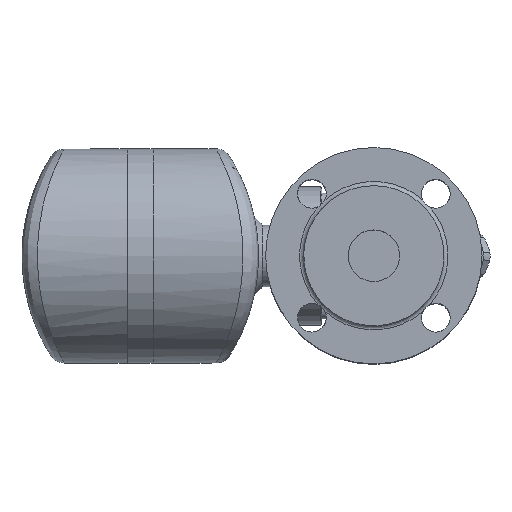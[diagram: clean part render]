
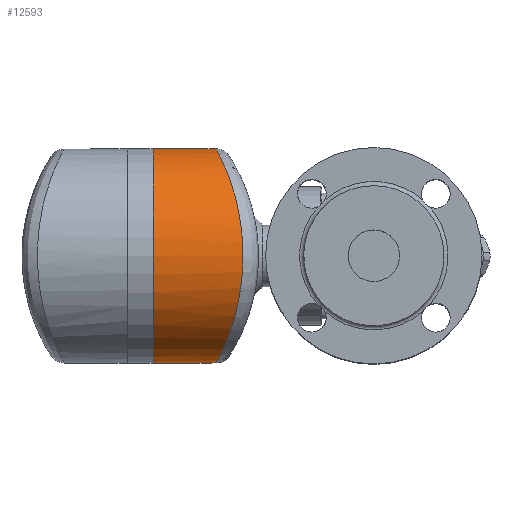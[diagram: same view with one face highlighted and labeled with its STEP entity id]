
A CAD part, top view. The second image highlights one B-rep face of the part: STEP entity #12593.
In plain terms, the highlighted cylindrical face has radius 52 mm (diameter 104 mm), a full revolution.
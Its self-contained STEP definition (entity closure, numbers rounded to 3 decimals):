
#11399=CARTESIAN_POINT('',(36.311,39.359,-33.984));
#11400=VERTEX_POINT('',#11399);
#11419=CARTESIAN_POINT('',(36.311,-39.359,-33.984));
#11420=VERTEX_POINT('',#11419);
#11428=CARTESIAN_POINT('',(65.393,0.0,0.));
#11429=DIRECTION('',(0.76,0.,-0.65));
#11430=DIRECTION('',(-0.65,0.0,-0.76));
#11431=AXIS2_PLACEMENT_3D('',#11428,#11429,#11430);
#11432=ELLIPSE('',#11431,68.442,52.0);
#11433=EDGE_CURVE('',#11420,#11400,#11432,.T.);
#12356=CARTESIAN_POINT('',(30.469,52.,0.024));
#12357=VERTEX_POINT('',#12356);
#12365=CARTESIAN_POINT('',(30.469,52.,0.024));
#12366=CARTESIAN_POINT('',(30.47,52.,0.934));
#12367=CARTESIAN_POINT('',(30.487,51.967,2.145));
#12368=CARTESIAN_POINT('',(30.569,51.818,4.569));
#12369=CARTESIAN_POINT('',(30.726,51.53,7.289));
#12370=CARTESIAN_POINT('',(30.996,51.027,10.121));
#12371=CARTESIAN_POINT('',(31.243,50.561,12.175));
#12372=CARTESIAN_POINT('',(31.399,50.265,13.336));
#12373=CARTESIAN_POINT('',(31.836,49.424,16.365));
#12374=CARTESIAN_POINT('',(32.721,47.682,21.157));
#12375=CARTESIAN_POINT('',(33.893,45.178,25.888));
#12376=CARTESIAN_POINT('',(34.632,43.484,28.524));
#12377=CARTESIAN_POINT('',(34.935,42.775,29.575));
#12378=CARTESIAN_POINT('',(35.171,42.215,30.371));
#12379=CARTESIAN_POINT('',(35.741,40.83,32.246));
#12380=CARTESIAN_POINT('',(36.985,37.669,36.086));
#12381=CARTESIAN_POINT('',(38.239,33.99,39.491));
#12382=CARTESIAN_POINT('',(39.158,30.867,41.853));
#12383=CARTESIAN_POINT('',(39.475,29.756,42.655));
#12384=CARTESIAN_POINT('',(39.761,28.702,43.367));
#12385=CARTESIAN_POINT('',(40.147,27.221,44.319));
#12386=CARTESIAN_POINT('',(40.522,25.699,45.227));
#12387=CARTESIAN_POINT('',(41.152,22.904,46.725));
#12388=CARTESIAN_POINT('',(41.763,19.813,48.139));
#12389=CARTESIAN_POINT('',(42.233,16.885,49.202));
#12390=CARTESIAN_POINT('',(42.448,15.35,49.684));
#12391=CARTESIAN_POINT('',(42.604,14.194,50.033));
#12392=CARTESIAN_POINT('',(42.807,12.544,50.484));
#12393=CARTESIAN_POINT('',(42.996,10.68,50.901));
#12394=CARTESIAN_POINT('',(43.117,9.298,51.165));
#12395=CARTESIAN_POINT('',(43.242,7.709,51.439));
#12396=CARTESIAN_POINT('',(43.421,4.801,51.829));
#12397=CARTESIAN_POINT('',(43.512,1.35,52.027));
#12398=CARTESIAN_POINT('',(43.495,-1.589,51.988));
#12399=CARTESIAN_POINT('',(43.457,-3.202,51.906));
#12400=CARTESIAN_POINT('',(43.374,-5.62,51.726));
#12401=CARTESIAN_POINT('',(43.163,-9.14,51.268));
#12402=CARTESIAN_POINT('',(42.786,-12.789,50.439));
#12403=CARTESIAN_POINT('',(42.484,-15.101,49.764));
#12404=CARTESIAN_POINT('',(42.268,-16.627,49.28));
#12405=CARTESIAN_POINT('',(41.872,-19.161,48.387));
#12406=CARTESIAN_POINT('',(41.288,-22.27,47.044));
#12407=CARTESIAN_POINT('',(40.665,-25.086,45.57));
#12408=CARTESIAN_POINT('',(40.003,-27.824,43.973));
#12409=CARTESIAN_POINT('',(39.161,-30.941,41.882));
#12410=CARTESIAN_POINT('',(38.29,-33.749,39.603));
#12411=CARTESIAN_POINT('',(37.715,-35.468,38.033));
#12412=CARTESIAN_POINT('',(37.328,-36.594,36.957));
#12413=CARTESIAN_POINT('',(36.67,-38.438,35.083));
#12414=CARTESIAN_POINT('',(35.935,-40.35,32.858));
#12415=CARTESIAN_POINT('',(35.164,-42.238,30.361));
#12416=CARTESIAN_POINT('',(34.598,-43.57,28.425));
#12417=CARTESIAN_POINT('',(34.006,-44.906,26.255));
#12418=CARTESIAN_POINT('',(33.527,-45.951,24.37));
#12419=CARTESIAN_POINT('',(33.029,-47.011,22.269));
#12420=CARTESIAN_POINT('',(32.402,-48.304,19.385));
#12421=CARTESIAN_POINT('',(31.681,-49.729,15.448));
#12422=CARTESIAN_POINT('',(31.15,-50.739,11.578));
#12423=CARTESIAN_POINT('',(30.672,-51.631,6.835));
#12424=CARTESIAN_POINT('',(30.465,-52.008,2.78));
#12425=CARTESIAN_POINT('',(30.468,-52.003,-1.259));
#12426=CARTESIAN_POINT('',(30.552,-51.85,-4.496));
#12427=CARTESIAN_POINT('',(30.785,-51.421,-8.114));
#12428=CARTESIAN_POINT('',(31.209,-50.628,-12.045));
#12429=CARTESIAN_POINT('',(31.876,-49.351,-16.693));
#12430=CARTESIAN_POINT('',(32.754,-47.601,-21.167));
#12431=CARTESIAN_POINT('',(33.645,-45.701,-24.856));
#12432=CARTESIAN_POINT('',(34.178,-44.52,-26.889));
#12433=CARTESIAN_POINT('',(34.997,-42.656,-29.86));
#12434=CARTESIAN_POINT('',(35.724,-40.892,-32.208));
#12435=CARTESIAN_POINT('',(36.311,-39.359,-33.984));
#12436=B_SPLINE_CURVE_WITH_KNOTS('',3,(#12365,#12366,#12367,#12368,#12369,#12370,#12371,#12372,#12373,#12374,#12375,#12376,#12377,#12378,#12379,#12380,#12381,#12382,#12383,#12384,#12385,#12386,#12387,#12388,#12389,#12390,#12391,#12392,#12393,#12394,#12395,#12396,#12397,#12398,#12399,#12400,#12401,#12402,#12403,#12404,#12405,#12406,#12407,#12408,#12409,#12410,#12411,#12412,#12413,#12414,#12415,#12416,#12417,#12418,#12419,#12420,#12421,#12422,#12423,#12424,#12425,#12426,#12427,#12428,#12429,#12430,#12431,#12432,#12433,#12434,#12435),.UNSPECIFIED.,.F.,.U.,(4,1,1,1,1,1,1,1,1,1,1,1,1,1,1,1,1,1,1,1,1,1,1,1,1,1,1,1,1,1,1,1,1,1,1,1,1,1,1,1,1,1,1,1,1,1,1,1,1,1,1,1,1,1,1,1,1,1,1,1,1,1,1,1,1,1,1,1,4),(-42.61,-42.376,-42.298,-41.987,-41.676,-41.56,-41.443,-41.365,-40.743,-40.121,-39.965,-39.913,-39.784,-39.706,-39.291,-38.461,-38.384,-38.254,-38.098,-38.047,-37.787,-37.632,-37.217,-36.906,-36.828,-36.802,-36.595,-36.387,-36.31,-36.232,-35.973,-35.558,-35.35,-35.221,-35.143,-34.728,-34.313,-34.184,-34.106,-33.899,-33.484,-33.224,-33.069,-32.654,-32.239,-32.11,-32.032,-31.824,-31.41,-31.254,-30.995,-30.787,-30.58,-30.424,-30.165,-29.75,-29.336,-29.128,-28.506,-28.299,-28.091,-27.676,-27.365,-27.054,-26.432,-26.121,-25.965,-25.81,-25.188),.UNSPECIFIED.);
#12437=EDGE_CURVE('',#12357,#11420,#12436,.T.);
#12538=CARTESIAN_POINT('',(36.311,39.359,-33.984));
#12539=CARTESIAN_POINT('',(35.878,40.492,-32.671));
#12540=CARTESIAN_POINT('',(35.231,42.092,-30.618));
#12541=CARTESIAN_POINT('',(34.408,44.005,-27.745));
#12542=CARTESIAN_POINT('',(33.61,45.786,-24.759));
#12543=CARTESIAN_POINT('',(32.68,47.748,-20.821));
#12544=CARTESIAN_POINT('',(31.894,49.312,-16.669));
#12545=CARTESIAN_POINT('',(31.249,50.555,-12.399));
#12546=CARTESIAN_POINT('',(30.859,51.284,-8.918));
#12547=CARTESIAN_POINT('',(30.545,51.862,-4.469));
#12548=CARTESIAN_POINT('',(30.469,52.001,-1.77));
#12549=CARTESIAN_POINT('',(30.469,52.,0.024));
#12550=B_SPLINE_CURVE_WITH_KNOTS('',3,(#12538,#12539,#12540,#12541,#12542,#12543,#12544,#12545,#12546,#12547,#12548,#12549),.UNSPECIFIED.,.F.,.U.,(4,1,1,1,1,1,1,1,1,4),(-17.423,-16.963,-16.733,-16.503,-16.043,-15.583,-15.353,-14.893,-14.663,-14.203),.UNSPECIFIED.);
#12551=EDGE_CURVE('',#11400,#12357,#12550,.T.);
#12572=CARTESIAN_POINT('',(25.5,0.0,0.));
#12573=DIRECTION('',(-1.0,0.0,0.));
#12574=DIRECTION('',(0.0,0.0,1.0));
#12575=AXIS2_PLACEMENT_3D('',#12572,#12573,#12574);
#12576=CYLINDRICAL_SURFACE('',#12575,52.0);
#12577=ORIENTED_EDGE('',*,*,#11433,.F.);
#12578=ORIENTED_EDGE('',*,*,#12437,.F.);
#12579=ORIENTED_EDGE('',*,*,#12551,.F.);
#12580=EDGE_LOOP('',(#12577,#12578,#12579));
#12581=FACE_OUTER_BOUND('',#12580,.T.);
#12582=CARTESIAN_POINT('',(0.0,0.0,52.0));
#12583=VERTEX_POINT('',#12582);
#12584=CARTESIAN_POINT('',(0.,0.0,0.));
#12585=DIRECTION('',(-1.0,0.0,0.0));
#12586=DIRECTION('',(0.0,0.0,1.0));
#12587=AXIS2_PLACEMENT_3D('',#12584,#12585,#12586);
#12588=CIRCLE('',#12587,52.0);
#12589=EDGE_CURVE('',#12583,#12583,#12588,.T.);
#12590=ORIENTED_EDGE('',*,*,#12589,.F.);
#12591=EDGE_LOOP('',(#12590));
#12592=FACE_BOUND('',#12591,.T.);
#12593=ADVANCED_FACE('',(#12581,#12592),#12576,.T.);
